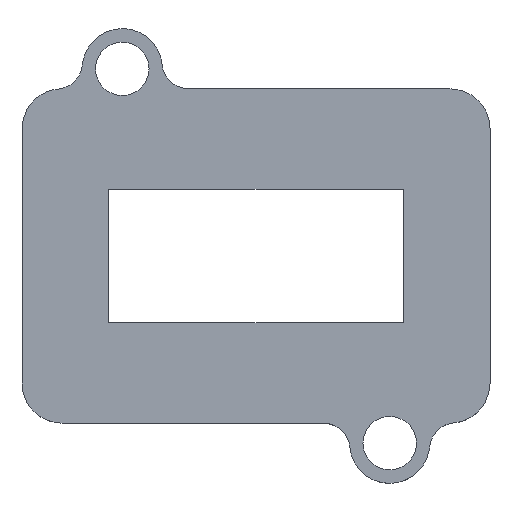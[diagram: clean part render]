
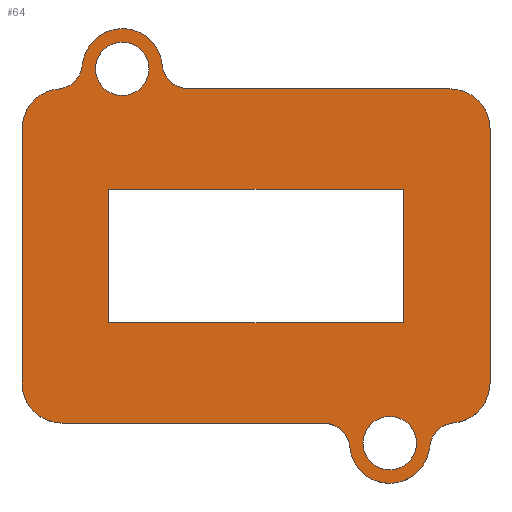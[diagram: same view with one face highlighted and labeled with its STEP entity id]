
A CAD part, top view. The second image highlights one B-rep face of the part: STEP entity #64.
In plain terms, the highlighted planar face has unit normal (0, 0, 1).
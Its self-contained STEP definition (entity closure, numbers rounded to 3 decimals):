
#64=ADVANCED_FACE('',(#164,#165,#166,#167),#86,.T.);
#86=PLANE('',#457);
#96=LINE('',#624,#130);
#97=LINE('',#635,#131);
#98=LINE('',#639,#132);
#99=LINE('',#649,#133);
#100=LINE('',#652,#134);
#101=LINE('',#655,#135);
#102=LINE('',#657,#136);
#103=LINE('',#659,#137);
#130=VECTOR('',#497,1.);
#131=VECTOR('',#506,1.);
#132=VECTOR('',#509,1.);
#133=VECTOR('',#518,1.);
#134=VECTOR('',#521,1.);
#135=VECTOR('',#522,1.);
#136=VECTOR('',#523,1.);
#137=VECTOR('',#524,1.);
#164=FACE_BOUND('',#176,.T.);
#165=FACE_BOUND('',#177,.T.);
#166=FACE_BOUND('',#178,.T.);
#167=FACE_BOUND('',#179,.T.);
#176=EDGE_LOOP('',(#206));
#177=EDGE_LOOP('',(#207));
#178=EDGE_LOOP('',(#208,#209,#210,#211,#212,#213,#214,#215,#216,#217,#218,
#219,#220,#221));
#179=EDGE_LOOP('',(#222,#223,#224,#225));
#206=ORIENTED_EDGE('',*,*,#362,.T.);
#207=ORIENTED_EDGE('',*,*,#363,.T.);
#208=ORIENTED_EDGE('',*,*,#364,.T.);
#209=ORIENTED_EDGE('',*,*,#365,.T.);
#210=ORIENTED_EDGE('',*,*,#366,.T.);
#211=ORIENTED_EDGE('',*,*,#367,.T.);
#212=ORIENTED_EDGE('',*,*,#368,.T.);
#213=ORIENTED_EDGE('',*,*,#369,.T.);
#214=ORIENTED_EDGE('',*,*,#370,.T.);
#215=ORIENTED_EDGE('',*,*,#371,.T.);
#216=ORIENTED_EDGE('',*,*,#372,.T.);
#217=ORIENTED_EDGE('',*,*,#373,.T.);
#218=ORIENTED_EDGE('',*,*,#374,.T.);
#219=ORIENTED_EDGE('',*,*,#375,.T.);
#220=ORIENTED_EDGE('',*,*,#376,.T.);
#221=ORIENTED_EDGE('',*,*,#377,.T.);
#222=ORIENTED_EDGE('',*,*,#378,.T.);
#223=ORIENTED_EDGE('',*,*,#379,.T.);
#224=ORIENTED_EDGE('',*,*,#380,.T.);
#225=ORIENTED_EDGE('',*,*,#381,.T.);
#322=VERTEX_POINT('',#621);
#323=VERTEX_POINT('',#623);
#324=VERTEX_POINT('',#625);
#325=VERTEX_POINT('',#626);
#326=VERTEX_POINT('',#628);
#327=VERTEX_POINT('',#630);
#328=VERTEX_POINT('',#632);
#329=VERTEX_POINT('',#634);
#330=VERTEX_POINT('',#636);
#331=VERTEX_POINT('',#638);
#332=VERTEX_POINT('',#640);
#333=VERTEX_POINT('',#642);
#334=VERTEX_POINT('',#644);
#335=VERTEX_POINT('',#646);
#336=VERTEX_POINT('',#648);
#337=VERTEX_POINT('',#650);
#338=VERTEX_POINT('',#653);
#339=VERTEX_POINT('',#654);
#340=VERTEX_POINT('',#656);
#341=VERTEX_POINT('',#658);
#362=EDGE_CURVE('',#322,#322,#420,.T.);
#363=EDGE_CURVE('',#323,#323,#421,.T.);
#364=EDGE_CURVE('',#324,#325,#96,.T.);
#365=EDGE_CURVE('',#325,#326,#422,.T.);
#366=EDGE_CURVE('',#326,#327,#423,.T.);
#367=EDGE_CURVE('',#327,#328,#424,.T.);
#368=EDGE_CURVE('',#328,#329,#425,.T.);
#369=EDGE_CURVE('',#329,#330,#97,.T.);
#370=EDGE_CURVE('',#330,#331,#426,.T.);
#371=EDGE_CURVE('',#331,#332,#98,.T.);
#372=EDGE_CURVE('',#332,#333,#427,.T.);
#373=EDGE_CURVE('',#333,#334,#428,.T.);
#374=EDGE_CURVE('',#334,#335,#429,.T.);
#375=EDGE_CURVE('',#335,#336,#430,.T.);
#376=EDGE_CURVE('',#336,#337,#99,.T.);
#377=EDGE_CURVE('',#337,#324,#431,.T.);
#378=EDGE_CURVE('',#338,#339,#100,.T.);
#379=EDGE_CURVE('',#339,#340,#101,.T.);
#380=EDGE_CURVE('',#340,#341,#102,.T.);
#381=EDGE_CURVE('',#341,#338,#103,.T.);
#420=CIRCLE('',#445,2.);
#421=CIRCLE('',#446,2.);
#422=CIRCLE('',#447,2.);
#423=CIRCLE('',#448,3.);
#424=CIRCLE('',#449,2.);
#425=CIRCLE('',#450,3.);
#426=CIRCLE('',#451,3.);
#427=CIRCLE('',#452,2.);
#428=CIRCLE('',#453,3.);
#429=CIRCLE('',#454,2.);
#430=CIRCLE('',#455,3.);
#431=CIRCLE('',#456,3.);
#445=AXIS2_PLACEMENT_3D('',#620,#493,#494);
#446=AXIS2_PLACEMENT_3D('',#622,#495,#496);
#447=AXIS2_PLACEMENT_3D('',#627,#498,#499);
#448=AXIS2_PLACEMENT_3D('',#629,#500,#501);
#449=AXIS2_PLACEMENT_3D('',#631,#502,#503);
#450=AXIS2_PLACEMENT_3D('',#633,#504,#505);
#451=AXIS2_PLACEMENT_3D('',#637,#507,#508);
#452=AXIS2_PLACEMENT_3D('',#641,#510,#511);
#453=AXIS2_PLACEMENT_3D('',#643,#512,#513);
#454=AXIS2_PLACEMENT_3D('',#645,#514,#515);
#455=AXIS2_PLACEMENT_3D('',#647,#516,#517);
#456=AXIS2_PLACEMENT_3D('',#651,#519,#520);
#457=AXIS2_PLACEMENT_3D('',#660,#525,#526);
#493=DIRECTION('',(0.,0.,-1.));
#494=DIRECTION('',(1.,0.,0.));
#495=DIRECTION('',(0.,0.,-1.));
#496=DIRECTION('',(1.,0.,0.));
#497=DIRECTION('',(-1.,0.,0.));
#498=DIRECTION('',(0.,0.,-1.));
#499=DIRECTION('',(1.,0.,0.));
#500=DIRECTION('',(0.,0.,1.));
#501=DIRECTION('',(1.,0.,0.));
#502=DIRECTION('',(0.,0.,-1.));
#503=DIRECTION('',(1.,0.,0.));
#504=DIRECTION('',(0.,0.,1.));
#505=DIRECTION('',(1.,0.,0.));
#506=DIRECTION('',(0.,-1.,0.));
#507=DIRECTION('',(0.,0.,1.));
#508=DIRECTION('',(1.,0.,0.));
#509=DIRECTION('',(1.,0.,0.));
#510=DIRECTION('',(0.,0.,-1.));
#511=DIRECTION('',(1.,0.,0.));
#512=DIRECTION('',(0.,0.,1.));
#513=DIRECTION('',(1.,0.,0.));
#514=DIRECTION('',(0.,0.,-1.));
#515=DIRECTION('',(1.,0.,0.));
#516=DIRECTION('',(0.,0.,1.));
#517=DIRECTION('',(1.,0.,0.));
#518=DIRECTION('',(0.,1.,0.));
#519=DIRECTION('',(0.,0.,1.));
#520=DIRECTION('',(1.,0.,0.));
#521=DIRECTION('',(-1.,0.,0.));
#522=DIRECTION('',(0.,1.,0.));
#523=DIRECTION('',(1.,0.,0.));
#524=DIRECTION('',(0.,-1.,0.));
#525=DIRECTION('',(0.,0.,1.));
#526=DIRECTION('',(1.,0.,0.));
#620=CARTESIAN_POINT('',(10.,-14.,3.));
#621=CARTESIAN_POINT('',(12.,-14.,3.));
#622=CARTESIAN_POINT('',(-10.,14.,3.));
#623=CARTESIAN_POINT('',(-8.,14.,3.));
#624=CARTESIAN_POINT('',(17.5,12.5,3.));
#625=CARTESIAN_POINT('',(14.5,12.5,3.));
#626=CARTESIAN_POINT('',(-5.025,12.5,3.));
#627=CARTESIAN_POINT('',(-5.025,14.5,3.));
#628=CARTESIAN_POINT('',(-7.015,14.3,3.));
#629=CARTESIAN_POINT('',(-10.,14.,3.));
#630=CARTESIAN_POINT('',(-12.986,14.286,3.));
#631=CARTESIAN_POINT('',(-14.977,14.477,3.));
#632=CARTESIAN_POINT('',(-14.786,12.486,3.));
#633=CARTESIAN_POINT('',(-14.5,9.5,3.));
#634=CARTESIAN_POINT('',(-17.5,9.5,3.));
#635=CARTESIAN_POINT('',(-17.5,12.5,3.));
#636=CARTESIAN_POINT('',(-17.5,-9.5,3.));
#637=CARTESIAN_POINT('',(-14.5,-9.5,3.));
#638=CARTESIAN_POINT('',(-14.5,-12.5,3.));
#639=CARTESIAN_POINT('',(-17.5,-12.5,3.));
#640=CARTESIAN_POINT('',(5.025,-12.5,3.));
#641=CARTESIAN_POINT('',(5.025,-14.5,3.));
#642=CARTESIAN_POINT('',(7.015,-14.3,3.));
#643=CARTESIAN_POINT('',(10.,-14.,3.));
#644=CARTESIAN_POINT('',(12.986,-14.286,3.));
#645=CARTESIAN_POINT('',(14.977,-14.477,3.));
#646=CARTESIAN_POINT('',(14.786,-12.486,3.));
#647=CARTESIAN_POINT('',(14.5,-9.5,3.));
#648=CARTESIAN_POINT('',(17.5,-9.5,3.));
#649=CARTESIAN_POINT('',(17.5,-12.5,3.));
#650=CARTESIAN_POINT('',(17.5,9.5,3.));
#651=CARTESIAN_POINT('',(14.5,9.5,3.));
#652=CARTESIAN_POINT('',(0.,-5.,3.));
#653=CARTESIAN_POINT('',(11.,-5.,3.));
#654=CARTESIAN_POINT('',(-11.,-5.,3.));
#655=CARTESIAN_POINT('',(-11.,0.,3.));
#656=CARTESIAN_POINT('',(-11.,5.,3.));
#657=CARTESIAN_POINT('',(0.,5.,3.));
#658=CARTESIAN_POINT('',(11.,5.,3.));
#659=CARTESIAN_POINT('',(11.,0.,3.));
#660=CARTESIAN_POINT('',(0.,0.,3.));
